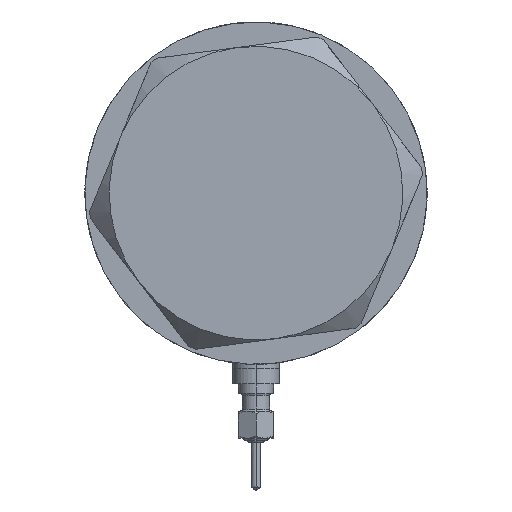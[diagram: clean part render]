
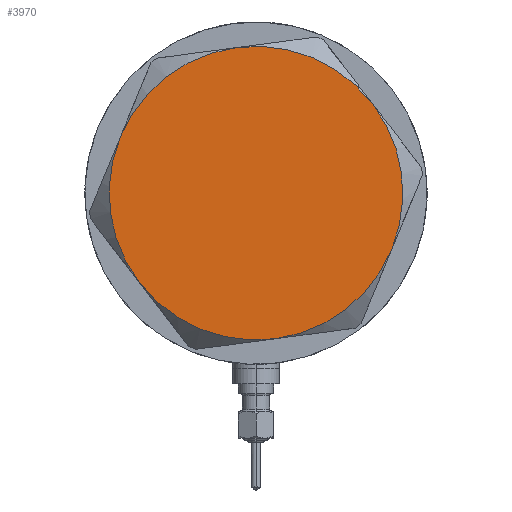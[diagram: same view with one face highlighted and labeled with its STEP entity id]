
A CAD part, left-side view. The second image highlights one B-rep face of the part: STEP entity #3970.
In plain terms, the highlighted face is planar.
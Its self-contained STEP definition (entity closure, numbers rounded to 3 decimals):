
#663 = EDGE_CURVE ( 'NONE', #2927, #3256, #3750, .T. ) ;
#740 = AXIS2_PLACEMENT_3D ( 'NONE', #2613, #4567, #3140 ) ;
#812 = CARTESIAN_POINT ( 'NONE',  ( -18.875, -32.692, 13. ) ) ;
#904 = CARTESIAN_POINT ( 'NONE',  ( 0., 0., 13. ) ) ;
#964 = ORIENTED_EDGE ( 'NONE', *, *, #3859, .T. ) ;
#1104 = PLANE ( 'NONE',  #5703 ) ;
#1222 = DIRECTION ( 'NONE',  ( 0., 0., 1. ) ) ;
#1520 = AXIS2_PLACEMENT_3D ( 'NONE', #1606, #2032, #4095 ) ;
#1606 = CARTESIAN_POINT ( 'NONE',  ( 0., 0., 13. ) ) ;
#1659 = DIRECTION ( 'NONE',  ( 0., 0., 1. ) ) ;
#1755 = CIRCLE ( 'NONE', #5803, 37.75 ) ;
#1810 = DIRECTION ( 'NONE',  ( 0., 0., 1. ) ) ;
#1882 = AXIS2_PLACEMENT_3D ( 'NONE', #6508, #4993, #5455 ) ;
#2032 = DIRECTION ( 'NONE',  ( 0., 0., 1. ) ) ;
#2219 = DIRECTION ( 'NONE',  ( 1., 0., 0. ) ) ;
#2345 = ORIENTED_EDGE ( 'NONE', *, *, #663, .T. ) ;
#2486 = ORIENTED_EDGE ( 'NONE', *, *, #4885, .T. ) ;
#2583 = CARTESIAN_POINT ( 'NONE',  ( 37.75, 0., 13. ) ) ;
#2613 = CARTESIAN_POINT ( 'NONE',  ( 0., 0., 13. ) ) ;
#2927 = VERTEX_POINT ( 'NONE', #6158 ) ;
#3007 = EDGE_CURVE ( 'NONE', #4152, #4584, #1755, .T. ) ;
#3086 = VERTEX_POINT ( 'NONE', #3886 ) ;
#3126 = AXIS2_PLACEMENT_3D ( 'NONE', #3840, #1222, #2219 ) ;
#3140 = DIRECTION ( 'NONE',  ( 1., 0., 0. ) ) ;
#3164 = ORIENTED_EDGE ( 'NONE', *, *, #5053, .T. ) ;
#3256 = VERTEX_POINT ( 'NONE', #2583 ) ;
#3501 = CARTESIAN_POINT ( 'NONE',  ( 0., 0., 13. ) ) ;
#3750 = CIRCLE ( 'NONE', #1520, 37.75 ) ;
#3790 = CARTESIAN_POINT ( 'NONE',  ( -37.75, 0., 13. ) ) ;
#3840 = CARTESIAN_POINT ( 'NONE',  ( 0., 0., 13. ) ) ;
#3859 = EDGE_CURVE ( 'NONE', #4584, #2927, #4525, .T. ) ;
#3886 = CARTESIAN_POINT ( 'NONE',  ( -18.875, 32.692, 13. ) ) ;
#3963 = DIRECTION ( 'NONE',  ( 1., 0., 0. ) ) ;
#3970 = ADVANCED_FACE ( 'NONE', ( #5229 ), #1104, .T. ) ;
#4095 = DIRECTION ( 'NONE',  ( 1., 0., 0. ) ) ;
#4152 = VERTEX_POINT ( 'NONE', #3790 ) ;
#4355 = EDGE_CURVE ( 'NONE', #6274, #3086, #4740, .T. ) ;
#4433 = CARTESIAN_POINT ( 'NONE',  ( 0., 0., 13. ) ) ;
#4505 = ORIENTED_EDGE ( 'NONE', *, *, #3007, .T. ) ;
#4525 = CIRCLE ( 'NONE', #6231, 37.75 ) ;
#4567 = DIRECTION ( 'NONE',  ( 0., 0., 1. ) ) ;
#4584 = VERTEX_POINT ( 'NONE', #812 ) ;
#4685 = DIRECTION ( 'NONE',  ( 1., 0., 0. ) ) ;
#4740 = CIRCLE ( 'NONE', #1882, 37.75 ) ;
#4885 = EDGE_CURVE ( 'NONE', #3086, #4152, #5290, .T. ) ;
#4895 = DIRECTION ( 'NONE',  ( 1., 0., 0. ) ) ;
#4993 = DIRECTION ( 'NONE',  ( 0., 0., 1. ) ) ;
#5053 = EDGE_CURVE ( 'NONE', #3256, #6274, #5149, .T. ) ;
#5103 = ORIENTED_EDGE ( 'NONE', *, *, #4355, .T. ) ;
#5149 = CIRCLE ( 'NONE', #3126, 37.75 ) ;
#5229 = FACE_OUTER_BOUND ( 'NONE', #6224, .T. ) ;
#5290 = CIRCLE ( 'NONE', #740, 37.75 ) ;
#5455 = DIRECTION ( 'NONE',  ( 1., 0., 0. ) ) ;
#5703 = AXIS2_PLACEMENT_3D ( 'NONE', #3501, #1659, #4685 ) ;
#5803 = AXIS2_PLACEMENT_3D ( 'NONE', #904, #6013, #4895 ) ;
#6013 = DIRECTION ( 'NONE',  ( 0., 0., 1. ) ) ;
#6158 = CARTESIAN_POINT ( 'NONE',  ( 18.875, -32.692, 13. ) ) ;
#6224 = EDGE_LOOP ( 'NONE', ( #2345, #3164, #5103, #2486, #4505, #964 ) ) ;
#6231 = AXIS2_PLACEMENT_3D ( 'NONE', #4433, #1810, #3963 ) ;
#6274 = VERTEX_POINT ( 'NONE', #6486 ) ;
#6486 = CARTESIAN_POINT ( 'NONE',  ( 18.875, 32.692, 13. ) ) ;
#6508 = CARTESIAN_POINT ( 'NONE',  ( 0., 0., 13. ) ) ;
